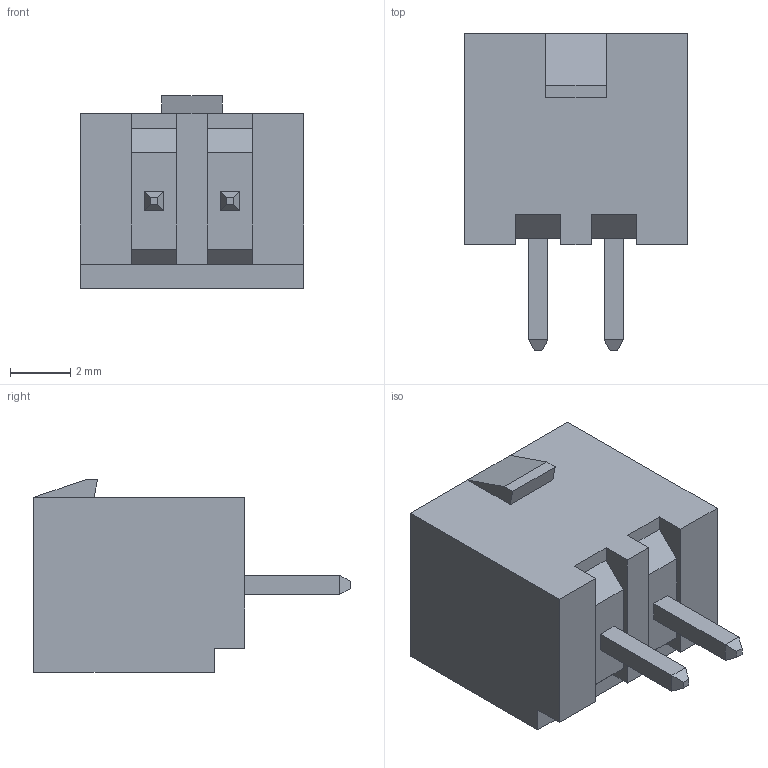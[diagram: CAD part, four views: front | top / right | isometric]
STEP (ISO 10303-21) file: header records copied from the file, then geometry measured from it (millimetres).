
FILE_DESCRIPTION (( 'STEP AP214' ), '1' );
FILE_NAME ('3CCF9ACB-0035-45C3-A118-32DFA19DE920.STEP', '2023-05-22T23:48:01', ( '' ), ( '' ), 'SwSTEP 2.0', 'SolidWorks 2022', '' );
FILE_SCHEMA (( 'AUTOMOTIVE_DESIGN' ));
Length unit declared in the file: millimetre
Products named in the file (1): 3CCF9ACB-0035-45C3-A118-32DFA19DE920
Bounding box: 7.4 x 10.5 x 6.39 mm (x, y, z)
Volume: 174.1 mm3; surface area: 411.4 mm2
Topology: 1 solids, 1 shells, 72 faces, 173 edges, 108 vertices
Faces by surface type: plane 72
Entity records: 2451 total; most frequent: CARTESIAN_POINT 354, ORIENTED_EDGE 346, DIRECTION 319, LINE 173, EDGE_CURVE 173, VECTOR 173, VERTEX_POINT 108, EDGE_LOOP 77
